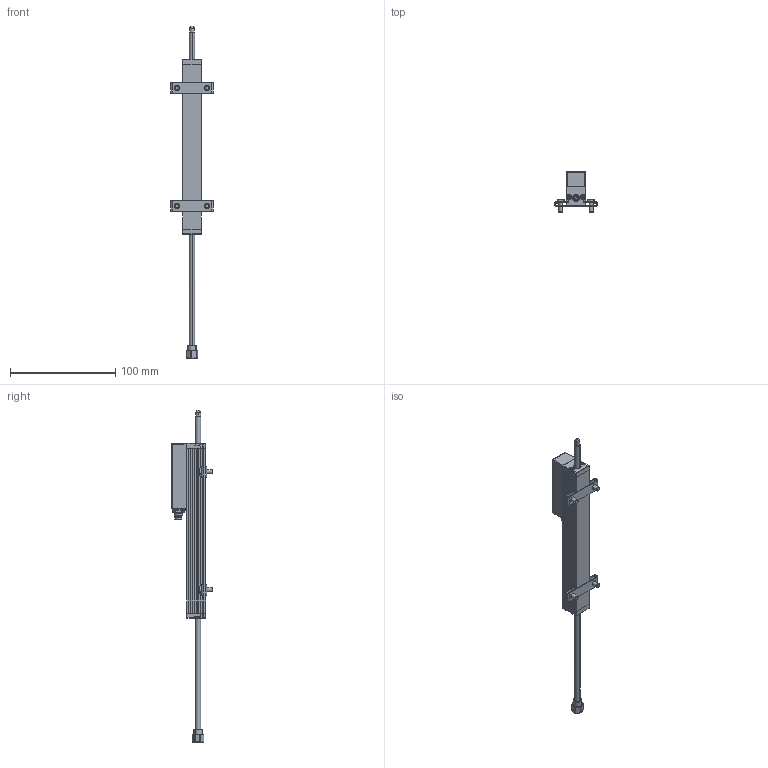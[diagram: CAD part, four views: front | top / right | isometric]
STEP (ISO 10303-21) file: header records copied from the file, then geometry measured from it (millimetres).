
FILE_DESCRIPTION (( 'STEP AP214' ), '1' );
FILE_NAME ('LS1-0100-002-plug-retract.STEP', '2012-06-15T12:33:19', ( 'dummy' ), ( '' ), 'SwSTEP 2.0', 'SolidWorks 2011', '' );
FILE_SCHEMA (( 'AUTOMOTIVE_DESIGN' ));
Length unit declared in the file: millimetre
Products named in the file (1): LS1-0100-002-plug-retract
Bounding box: 40.19 x 38.78 x 315.2 mm (x, y, z)
Surface area: 27495.3 mm2 (no closed solid volume)
Topology: 0 solids, 65 shells, 525 faces, 2323 edges, 1820 vertices
Faces by surface type: plane 259, cylinder 175, cone 54, torus 20, sphere 13, bspline 4
Entity records: 32586 total; most frequent: CARTESIAN_POINT 8942, DIRECTION 3560, ORIENTED_EDGE 3139, EDGE_CURVE 2316, VERTEX_POINT 1820, VECTOR 1232, LINE 1232, AXIS2_PLACEMENT_3D 1164
